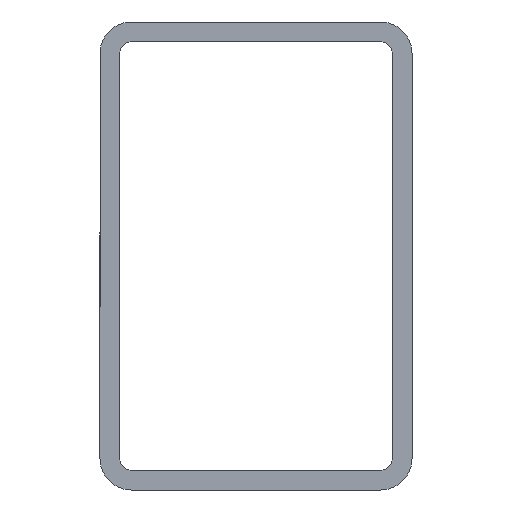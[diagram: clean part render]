
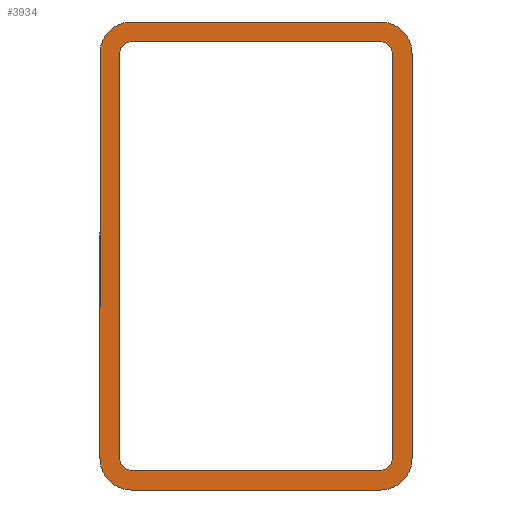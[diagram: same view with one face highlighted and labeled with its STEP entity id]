
A CAD part, front view. The second image highlights one B-rep face of the part: STEP entity #3934.
In plain terms, the highlighted planar face has unit normal (0, -1, 0).
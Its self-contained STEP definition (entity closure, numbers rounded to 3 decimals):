
#6 = LINE ( 'NONE', #9020, #747 ) ;
#112 = CARTESIAN_POINT ( 'NONE',  ( -16., -997.5, -30. ) ) ;
#130 = LINE ( 'NONE', #5709, #1958 ) ;
#217 = VERTEX_POINT ( 'NONE', #8530 ) ;
#301 = CARTESIAN_POINT ( 'NONE',  ( 16., -997.5, 26. ) ) ;
#412 = DIRECTION ( 'NONE',  ( 0., 0., -1. ) ) ;
#747 = VECTOR ( 'NONE', #2063, 1000. ) ;
#903 = CARTESIAN_POINT ( 'NONE',  ( 17.5, -997.5, 26. ) ) ;
#917 = EDGE_CURVE ( 'NONE', #6091, #6980, #130, .T. ) ;
#1139 = CARTESIAN_POINT ( 'NONE',  ( 16., -997.5, -30. ) ) ;
#1232 = CARTESIAN_POINT ( 'NONE',  ( 16., -997.5, -26. ) ) ;
#1353 = ORIENTED_EDGE ( 'NONE', *, *, #6596, .T. ) ;
#1670 = VECTOR ( 'NONE', #1932, 1000. ) ;
#1898 = EDGE_CURVE ( 'NONE', #11039, #8175, #5799, .T. ) ;
#1932 = DIRECTION ( 'NONE',  ( 1., 0., 0. ) ) ;
#1958 = VECTOR ( 'NONE', #4657, 1000. ) ;
#1986 = CARTESIAN_POINT ( 'NONE',  ( -16., -997.5, 27.5 ) ) ;
#2010 = CARTESIAN_POINT ( 'NONE',  ( -16., -997.5, 26. ) ) ;
#2017 = EDGE_LOOP ( 'NONE', ( #10604, #2227, #10524, #6748, #11225, #10957, #7034, #2850 ) ) ;
#2063 = DIRECTION ( 'NONE',  ( 0., 0., -1. ) ) ;
#2212 = DIRECTION ( 'NONE',  ( 0., 1., 0. ) ) ;
#2215 = EDGE_CURVE ( 'NONE', #12420, #7334, #11191, .T. ) ;
#2227 = ORIENTED_EDGE ( 'NONE', *, *, #917, .F. ) ;
#2229 = VECTOR ( 'NONE', #7038, 1000. ) ;
#2279 = DIRECTION ( 'NONE',  ( 0., 1., 0. ) ) ;
#2350 = VERTEX_POINT ( 'NONE', #11622 ) ;
#2430 = CIRCLE ( 'NONE', #11618, 4. ) ;
#2449 = EDGE_CURVE ( 'NONE', #7304, #2875, #4540, .T. ) ;
#2453 = DIRECTION ( 'NONE',  ( -1., 0., 0. ) ) ;
#2595 = DIRECTION ( 'NONE',  ( 0., 1., 0. ) ) ;
#2772 = PLANE ( 'NONE',  #9408 ) ;
#2844 = ORIENTED_EDGE ( 'NONE', *, *, #3203, .T. ) ;
#2850 = ORIENTED_EDGE ( 'NONE', *, *, #8185, .F. ) ;
#2875 = VERTEX_POINT ( 'NONE', #1986 ) ;
#2994 = CARTESIAN_POINT ( 'NONE',  ( -20., -997.5, -26. ) ) ;
#3020 = DIRECTION ( 'NONE',  ( 0., 0., 1. ) ) ;
#3072 = CIRCLE ( 'NONE', #9021, 1.5 ) ;
#3183 = CARTESIAN_POINT ( 'NONE',  ( -16., -997.5, -26. ) ) ;
#3203 = EDGE_CURVE ( 'NONE', #7471, #11039, #4165, .T. ) ;
#3256 = EDGE_CURVE ( 'NONE', #8175, #9180, #3072, .T. ) ;
#3310 = CARTESIAN_POINT ( 'NONE',  ( -17.5, -997.5, -26. ) ) ;
#3358 = FACE_OUTER_BOUND ( 'NONE', #2017, .T. ) ;
#3396 = DIRECTION ( 'NONE',  ( 0., 0., 1. ) ) ;
#3446 = VERTEX_POINT ( 'NONE', #4669 ) ;
#3514 = AXIS2_PLACEMENT_3D ( 'NONE', #301, #2212, #7235 ) ;
#3571 = VECTOR ( 'NONE', #2453, 1000. ) ;
#3594 = VECTOR ( 'NONE', #10735, 1000. ) ;
#3934 = ADVANCED_FACE ( 'NONE', ( #3358, #11891 ), #2772, .F. ) ;
#3941 = ORIENTED_EDGE ( 'NONE', *, *, #6942, .T. ) ;
#3969 = EDGE_CURVE ( 'NONE', #2350, #12420, #4940, .T. ) ;
#4040 = ORIENTED_EDGE ( 'NONE', *, *, #4052, .T. ) ;
#4052 = EDGE_CURVE ( 'NONE', #2875, #7471, #4612, .T. ) ;
#4165 = CIRCLE ( 'NONE', #3514, 1.5 ) ;
#4179 = DIRECTION ( 'NONE',  ( 0., 0., 1. ) ) ;
#4462 = CARTESIAN_POINT ( 'NONE',  ( -20., -997.5, -26. ) ) ;
#4495 = DIRECTION ( 'NONE',  ( 0., 1., 0. ) ) ;
#4540 = CIRCLE ( 'NONE', #9096, 1.5 ) ;
#4612 = LINE ( 'NONE', #6993, #6320 ) ;
#4657 = DIRECTION ( 'NONE',  ( -1., 0., 0. ) ) ;
#4669 = CARTESIAN_POINT ( 'NONE',  ( 20., -997.5, -26. ) ) ;
#4776 = CARTESIAN_POINT ( 'NONE',  ( -16., -997.5, 30. ) ) ;
#4798 = EDGE_LOOP ( 'NONE', ( #1353, #3941, #10375, #4040, #2844, #6119, #9973, #12039 ) ) ;
#4833 = LINE ( 'NONE', #4462, #12070 ) ;
#4940 = LINE ( 'NONE', #4776, #1670 ) ;
#4948 = CARTESIAN_POINT ( 'NONE',  ( 20., -997.5, 26. ) ) ;
#4996 = DIRECTION ( 'NONE',  ( 1., 0., 0. ) ) ;
#5440 = LINE ( 'NONE', #11302, #3571 ) ;
#5475 = CIRCLE ( 'NONE', #9651, 1.5 ) ;
#5709 = CARTESIAN_POINT ( 'NONE',  ( -16., -997.5, -30. ) ) ;
#5799 = LINE ( 'NONE', #6953, #2229 ) ;
#5907 = DIRECTION ( 'NONE',  ( 0., 0., 1. ) ) ;
#5961 = CARTESIAN_POINT ( 'NONE',  ( -16., -997.5, -26. ) ) ;
#6091 = VERTEX_POINT ( 'NONE', #1139 ) ;
#6112 = EDGE_CURVE ( 'NONE', #6980, #9793, #8107, .T. ) ;
#6119 = ORIENTED_EDGE ( 'NONE', *, *, #1898, .T. ) ;
#6320 = VECTOR ( 'NONE', #4996, 1000. ) ;
#6339 = DIRECTION ( 'NONE',  ( 0., 0., 1. ) ) ;
#6596 = EDGE_CURVE ( 'NONE', #7694, #10542, #5475, .T. ) ;
#6733 = CARTESIAN_POINT ( 'NONE',  ( -16., -997.5, 26. ) ) ;
#6748 = ORIENTED_EDGE ( 'NONE', *, *, #12703, .F. ) ;
#6942 = EDGE_CURVE ( 'NONE', #10542, #7304, #7812, .T. ) ;
#6953 = CARTESIAN_POINT ( 'NONE',  ( 17.5, -997.5, -26. ) ) ;
#6980 = VERTEX_POINT ( 'NONE', #112 ) ;
#6993 = CARTESIAN_POINT ( 'NONE',  ( -16., -997.5, 27.5 ) ) ;
#7034 = ORIENTED_EDGE ( 'NONE', *, *, #12460, .F. ) ;
#7038 = DIRECTION ( 'NONE',  ( 0., 0., -1. ) ) ;
#7235 = DIRECTION ( 'NONE',  ( 0., 0., 1. ) ) ;
#7304 = VERTEX_POINT ( 'NONE', #8874 ) ;
#7334 = VERTEX_POINT ( 'NONE', #4948 ) ;
#7403 = AXIS2_PLACEMENT_3D ( 'NONE', #6733, #11504, #7728 ) ;
#7471 = VERTEX_POINT ( 'NONE', #9358 ) ;
#7512 = EDGE_CURVE ( 'NONE', #9180, #7694, #5440, .T. ) ;
#7567 = CARTESIAN_POINT ( 'NONE',  ( -16., -997.5, -27.5 ) ) ;
#7590 = CARTESIAN_POINT ( 'NONE',  ( 16., -997.5, -26. ) ) ;
#7694 = VERTEX_POINT ( 'NONE', #7567 ) ;
#7728 = DIRECTION ( 'NONE',  ( 0., 0., 1. ) ) ;
#7812 = LINE ( 'NONE', #7824, #3594 ) ;
#7814 = DIRECTION ( 'NONE',  ( 0., 0., 1. ) ) ;
#7824 = CARTESIAN_POINT ( 'NONE',  ( -17.5, -997.5, -26. ) ) ;
#7919 = CARTESIAN_POINT ( 'NONE',  ( 16., -997.5, -27.5 ) ) ;
#7931 = CARTESIAN_POINT ( 'NONE',  ( -16., -997.5, -26. ) ) ;
#8057 = DIRECTION ( 'NONE',  ( 0., 1., 0. ) ) ;
#8107 = CIRCLE ( 'NONE', #10410, 4. ) ;
#8146 = DIRECTION ( 'NONE',  ( 0., 1., 0. ) ) ;
#8175 = VERTEX_POINT ( 'NONE', #10416 ) ;
#8185 = EDGE_CURVE ( 'NONE', #9793, #217, #4833, .T. ) ;
#8530 = CARTESIAN_POINT ( 'NONE',  ( -20., -997.5, 26. ) ) ;
#8874 = CARTESIAN_POINT ( 'NONE',  ( -17.5, -997.5, 26. ) ) ;
#9020 = CARTESIAN_POINT ( 'NONE',  ( 20., -997.5, -26. ) ) ;
#9021 = AXIS2_PLACEMENT_3D ( 'NONE', #1232, #8146, #412 ) ;
#9096 = AXIS2_PLACEMENT_3D ( 'NONE', #2010, #11792, #5907 ) ;
#9180 = VERTEX_POINT ( 'NONE', #7919 ) ;
#9269 = CARTESIAN_POINT ( 'NONE',  ( 16., -997.5, 30. ) ) ;
#9358 = CARTESIAN_POINT ( 'NONE',  ( 16., -997.5, 27.5 ) ) ;
#9376 = CIRCLE ( 'NONE', #7403, 4. ) ;
#9408 = AXIS2_PLACEMENT_3D ( 'NONE', #5961, #9838, #7814 ) ;
#9507 = DIRECTION ( 'NONE',  ( 0., 0., -1. ) ) ;
#9651 = AXIS2_PLACEMENT_3D ( 'NONE', #3183, #2279, #4179 ) ;
#9793 = VERTEX_POINT ( 'NONE', #2994 ) ;
#9838 = DIRECTION ( 'NONE',  ( 0., 1., 0. ) ) ;
#9973 = ORIENTED_EDGE ( 'NONE', *, *, #3256, .T. ) ;
#10355 = CARTESIAN_POINT ( 'NONE',  ( 16., -997.5, 26. ) ) ;
#10375 = ORIENTED_EDGE ( 'NONE', *, *, #2449, .T. ) ;
#10410 = AXIS2_PLACEMENT_3D ( 'NONE', #7931, #8057, #3020 ) ;
#10416 = CARTESIAN_POINT ( 'NONE',  ( 17.5, -997.5, -26. ) ) ;
#10524 = ORIENTED_EDGE ( 'NONE', *, *, #12478, .F. ) ;
#10542 = VERTEX_POINT ( 'NONE', #3310 ) ;
#10604 = ORIENTED_EDGE ( 'NONE', *, *, #6112, .F. ) ;
#10735 = DIRECTION ( 'NONE',  ( 0., 0., 1. ) ) ;
#10824 = AXIS2_PLACEMENT_3D ( 'NONE', #10355, #4495, #3396 ) ;
#10957 = ORIENTED_EDGE ( 'NONE', *, *, #3969, .F. ) ;
#11039 = VERTEX_POINT ( 'NONE', #903 ) ;
#11191 = CIRCLE ( 'NONE', #10824, 4. ) ;
#11225 = ORIENTED_EDGE ( 'NONE', *, *, #2215, .F. ) ;
#11302 = CARTESIAN_POINT ( 'NONE',  ( -16., -997.5, -27.5 ) ) ;
#11504 = DIRECTION ( 'NONE',  ( 0., 1., 0. ) ) ;
#11618 = AXIS2_PLACEMENT_3D ( 'NONE', #7590, #2595, #9507 ) ;
#11622 = CARTESIAN_POINT ( 'NONE',  ( -16., -997.5, 30. ) ) ;
#11792 = DIRECTION ( 'NONE',  ( 0., 1., 0. ) ) ;
#11891 = FACE_BOUND ( 'NONE', #4798, .T. ) ;
#12039 = ORIENTED_EDGE ( 'NONE', *, *, #7512, .T. ) ;
#12070 = VECTOR ( 'NONE', #6339, 1000. ) ;
#12420 = VERTEX_POINT ( 'NONE', #9269 ) ;
#12460 = EDGE_CURVE ( 'NONE', #217, #2350, #9376, .T. ) ;
#12478 = EDGE_CURVE ( 'NONE', #3446, #6091, #2430, .T. ) ;
#12703 = EDGE_CURVE ( 'NONE', #7334, #3446, #6, .T. ) ;
